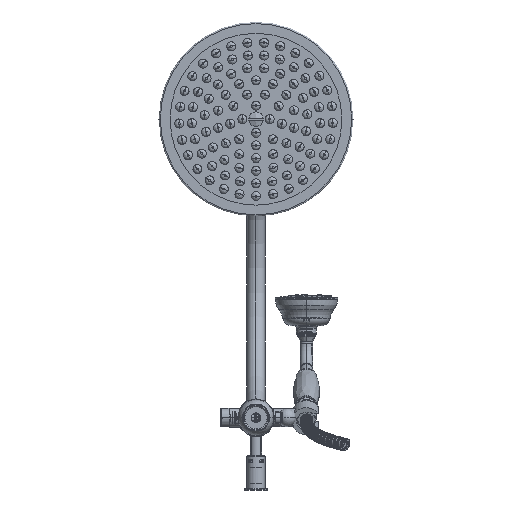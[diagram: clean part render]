
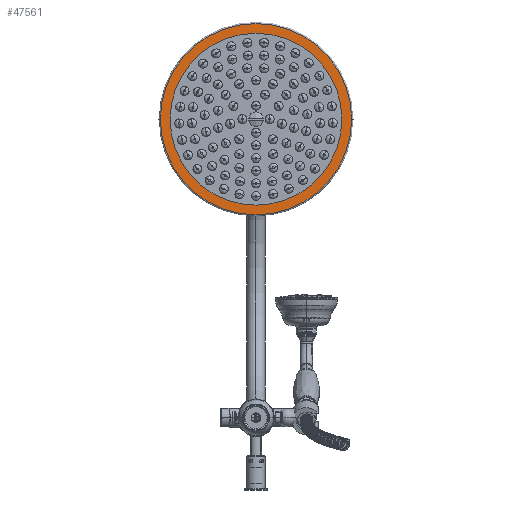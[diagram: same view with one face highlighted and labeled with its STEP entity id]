
A CAD part, front view. The second image highlights one B-rep face of the part: STEP entity #47561.
In plain terms, the highlighted planar face has unit normal (0, -1, 0).
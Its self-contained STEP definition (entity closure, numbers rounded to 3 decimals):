
#34401=CARTESIAN_POINT('',(0.,0.,0.));
#34402=DIRECTION('',(0.,-1.,0.));
#34403=DIRECTION('',(-1.,0.,0.));
#34404=AXIS2_PLACEMENT_3D('',#34401,#34402,#34403);
#34409=CARTESIAN_POINT('',(0.,0.,0.));
#34410=DIRECTION('',(0.,-1.,0.));
#34411=DIRECTION('',(1.,0.,0.));
#34412=AXIS2_PLACEMENT_3D('',#34409,#34410,#34411);
#34425=CARTESIAN_POINT('',(0.,0.,0.));
#34426=DIRECTION('',(0.,-1.,0.));
#34427=DIRECTION('',(1.,0.,0.));
#34428=AXIS2_PLACEMENT_3D('',#34425,#34426,#34427);
#34441=CARTESIAN_POINT('',(0.,0.,0.));
#34442=DIRECTION('',(0.,1.,0.));
#34443=DIRECTION('',(1.,0.,0.));
#34444=AXIS2_PLACEMENT_3D('',#34441,#34442,#34443);
#39051=CARTESIAN_POINT('',(-95.,0.,0.));
#39052=CARTESIAN_POINT('',(95.,0.,0.));
#39053=VERTEX_POINT('',#39051);
#39054=VERTEX_POINT('',#39052);
#40671=CARTESIAN_POINT('',(105.75,0.,0.));
#40673=VERTEX_POINT('',#40671);
#40675=CARTESIAN_POINT('',(-105.75,0.,0.));
#40677=VERTEX_POINT('',#40675);
#47545=CARTESIAN_POINT('',(0.,0.,0.));
#47546=DIRECTION('',(0.,1.,0.));
#47547=DIRECTION('',(1.,0.,0.));
#47548=AXIS2_PLACEMENT_3D('',#47545,#47546,#47547);
#47549=PLANE('',#47548);
#47551=ORIENTED_EDGE('',*,*,#47550,.F.);
#47553=ORIENTED_EDGE('',*,*,#47552,.T.);
#47554=EDGE_LOOP('',(#47551,#47553));
#47555=FACE_OUTER_BOUND('',#47554,.F.);
#47556=ORIENTED_EDGE('',*,*,#47535,.T.);
#47558=ORIENTED_EDGE('',*,*,#47557,.T.);
#47559=EDGE_LOOP('',(#47556,#47558));
#47560=FACE_BOUND('',#47559,.F.);
#47561=ADVANCED_FACE('',(#47555,#47560),#47549,.F.);
#34405=CIRCLE('',#34404,95.);
#34413=CIRCLE('',#34412,95.);
#34429=CIRCLE('',#34428,105.75);
#34445=CIRCLE('',#34444,105.75);
#47535=EDGE_CURVE('',#39053,#39054,#34405,.T.);
#47550=EDGE_CURVE('',#40673,#40677,#34429,.T.);
#47552=EDGE_CURVE('',#40673,#40677,#34445,.T.);
#47557=EDGE_CURVE('',#39054,#39053,#34413,.T.);
